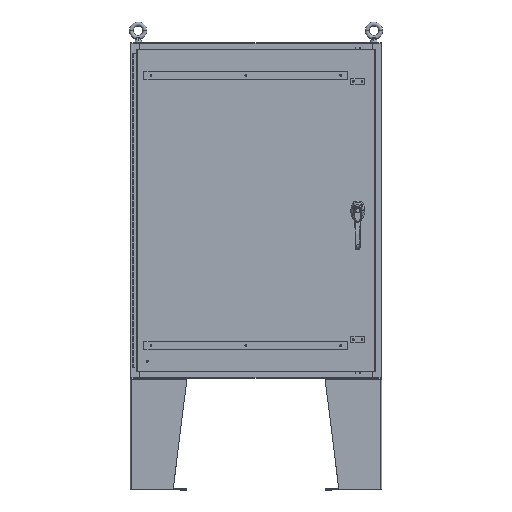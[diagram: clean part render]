
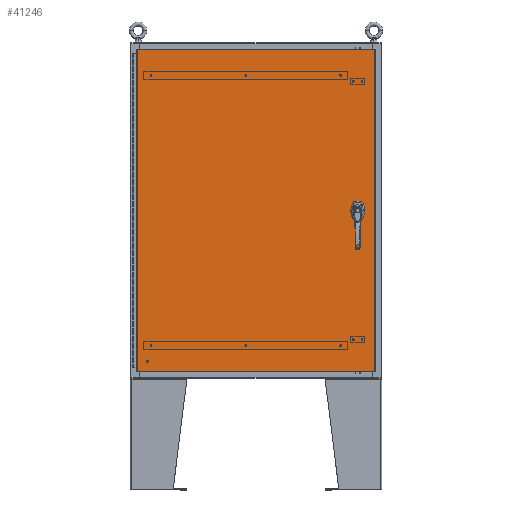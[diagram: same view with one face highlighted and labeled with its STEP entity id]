
A CAD part, top view. The second image highlights one B-rep face of the part: STEP entity #41246.
In plain terms, the highlighted planar face has unit normal (0, 0, 1).
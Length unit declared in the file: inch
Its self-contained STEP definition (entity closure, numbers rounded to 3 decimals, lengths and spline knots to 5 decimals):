
#1038 = VERTEX_POINT ( 'NONE', #112748 ) ;
#1504 = LINE ( 'NONE', #112813, #54901 ) ;
#2339 = CARTESIAN_POINT ( 'NONE',  ( 14.578, -1.338, 0. ) ) ;
#2960 = CARTESIAN_POINT ( 'NONE',  ( 0., 0.403, 0. ) ) ;
#3147 = AXIS2_PLACEMENT_3D ( 'NONE', #135760, #26751, #122903 ) ;
#3770 = VERTEX_POINT ( 'NONE', #45465 ) ;
#5557 = LINE ( 'NONE', #2960, #62356 ) ;
#6151 = EDGE_CURVE ( 'NONE', #83834, #135490, #116762, .T. ) ;
#6641 = CARTESIAN_POINT ( 'NONE',  ( 0., -0.403, 0. ) ) ;
#7071 = ORIENTED_EDGE ( 'NONE', *, *, #37951, .F. ) ;
#10289 = ORIENTED_EDGE ( 'NONE', *, *, #97674, .F. ) ;
#12390 = EDGE_CURVE ( 'NONE', #42914, #52111, #104823, .T. ) ;
#13024 = DIRECTION ( 'NONE',  ( 1., 0., 0. ) ) ;
#13699 = ORIENTED_EDGE ( 'NONE', *, *, #92532, .T. ) ;
#15576 = CARTESIAN_POINT ( 'NONE',  ( 14.578, 0., 0. ) ) ;
#15817 = DIRECTION ( 'NONE',  ( 0., 0., -1. ) ) ;
#16275 = CARTESIAN_POINT ( 'NONE',  ( 14.578, 0., 0. ) ) ;
#17830 = CARTESIAN_POINT ( 'NONE',  ( 14.77823, -0.403, 0. ) ) ;
#20003 = FACE_OUTER_BOUND ( 'NONE', #38706, .T. ) ;
#20821 = DIRECTION ( 'NONE',  ( -1., 0., 0. ) ) ;
#22219 = EDGE_LOOP ( 'NONE', ( #70211, #80913 ) ) ;
#22651 = EDGE_CURVE ( 'NONE', #52111, #137549, #1504, .T. ) ;
#25714 = VECTOR ( 'NONE', #59879, 39.37008 ) ;
#26336 = DIRECTION ( 'NONE',  ( 1., 0., 0. ) ) ;
#26751 = DIRECTION ( 'NONE',  ( 0., 0., 1. ) ) ;
#27019 = DIRECTION ( 'NONE',  ( 1., 0., 0. ) ) ;
#28929 = VECTOR ( 'NONE', #116811, 39.37008 ) ;
#29505 = EDGE_CURVE ( 'NONE', #35412, #54739, #88891, .T. ) ;
#30328 = AXIS2_PLACEMENT_3D ( 'NONE', #2339, #76900, #13024 ) ;
#30501 = CARTESIAN_POINT ( 'NONE',  ( 14.175, 0.20023, 0. ) ) ;
#30584 = VERTEX_POINT ( 'NONE', #103100 ) ;
#31904 = CARTESIAN_POINT ( 'NONE',  ( 16.9903, -23.0063, 0. ) ) ;
#35257 = CIRCLE ( 'NONE', #53597, 0.1715 ) ;
#35412 = VERTEX_POINT ( 'NONE', #127308 ) ;
#35893 = AXIS2_PLACEMENT_3D ( 'NONE', #16275, #90781, #27019 ) ;
#36209 = CARTESIAN_POINT ( 'NONE',  ( -16.9903, 23.0063, 0. ) ) ;
#37935 = ORIENTED_EDGE ( 'NONE', *, *, #22651, .F. ) ;
#37951 = EDGE_CURVE ( 'NONE', #30584, #42914, #5557, .T. ) ;
#38633 = DIRECTION ( 'NONE',  ( 0., -1., 0. ) ) ;
#38706 = EDGE_LOOP ( 'NONE', ( #79040, #113215, #13699, #128943 ) ) ;
#39758 = EDGE_CURVE ( 'NONE', #45384, #115388, #35257, .T. ) ;
#41246 = ADVANCED_FACE ( 'NONE', ( #129621, #20003, #101471 ), #58348, .F. ) ;
#42914 = VERTEX_POINT ( 'NONE', #63834 ) ;
#42991 = AXIS2_PLACEMENT_3D ( 'NONE', #111052, #15817, #90321 ) ;
#44294 = ORIENTED_EDGE ( 'NONE', *, *, #107844, .F. ) ;
#45384 = VERTEX_POINT ( 'NONE', #110883 ) ;
#45465 = CARTESIAN_POINT ( 'NONE',  ( 14.37777, -0.403, 0. ) ) ;
#48120 = CARTESIAN_POINT ( 'NONE',  ( 14.981, 0.20023, 0. ) ) ;
#48476 = CARTESIAN_POINT ( 'NONE',  ( 16.9903, 23.0063, 0. ) ) ;
#49677 = CIRCLE ( 'NONE', #35893, 0.45 ) ;
#50676 = CARTESIAN_POINT ( 'NONE',  ( -16.9903, -23.0063, 0. ) ) ;
#52111 = VERTEX_POINT ( 'NONE', #30501 ) ;
#52640 = EDGE_CURVE ( 'NONE', #115388, #45384, #57897, .T. ) ;
#53597 = AXIS2_PLACEMENT_3D ( 'NONE', #57307, #131328, #68061 ) ;
#54739 = VERTEX_POINT ( 'NONE', #48476 ) ;
#54901 = VECTOR ( 'NONE', #38633, 39.37008 ) ;
#57307 = CARTESIAN_POINT ( 'NONE',  ( 14.578, -1.338, 0. ) ) ;
#57897 = CIRCLE ( 'NONE', #30328, 0.1715 ) ;
#58348 = PLANE ( 'NONE',  #42991 ) ;
#59827 = VECTOR ( 'NONE', #63070, 39.37008 ) ;
#59879 = DIRECTION ( 'NONE',  ( 1., 0., 0. ) ) ;
#60198 = ORIENTED_EDGE ( 'NONE', *, *, #122929, .F. ) ;
#60712 = VERTEX_POINT ( 'NONE', #48120 ) ;
#62356 = VECTOR ( 'NONE', #66902, 39.37008 ) ;
#63070 = DIRECTION ( 'NONE',  ( 0., -1., 0. ) ) ;
#63402 = CARTESIAN_POINT ( 'NONE',  ( 14.578, 0., 0. ) ) ;
#63834 = CARTESIAN_POINT ( 'NONE',  ( 14.37777, 0.403, 0. ) ) ;
#64213 = LINE ( 'NONE', #6641, #25714 ) ;
#65684 = VERTEX_POINT ( 'NONE', #50676 ) ;
#66561 = EDGE_LOOP ( 'NONE', ( #80252, #95492, #10289, #60198, #37935, #103506, #7071, #44294 ) ) ;
#66902 = DIRECTION ( 'NONE',  ( -1., 0., 0. ) ) ;
#67996 = AXIS2_PLACEMENT_3D ( 'NONE', #15576, #90089, #26336 ) ;
#68007 = DIRECTION ( 'NONE',  ( 0., -1., 0. ) ) ;
#68061 = DIRECTION ( 'NONE',  ( 1., 0., 0. ) ) ;
#70211 = ORIENTED_EDGE ( 'NONE', *, *, #52640, .F. ) ;
#74013 = CARTESIAN_POINT ( 'NONE',  ( 16.9903, 23.0063, 0. ) ) ;
#74068 = DIRECTION ( 'NONE',  ( 1., 0., 0. ) ) ;
#76900 = DIRECTION ( 'NONE',  ( 0., 0., 1. ) ) ;
#79040 = ORIENTED_EDGE ( 'NONE', *, *, #113478, .T. ) ;
#80252 = ORIENTED_EDGE ( 'NONE', *, *, #118676, .T. ) ;
#80913 = ORIENTED_EDGE ( 'NONE', *, *, #39758, .F. ) ;
#82429 = EDGE_CURVE ( 'NONE', #1038, #65684, #112572, .T. ) ;
#83797 = VECTOR ( 'NONE', #126482, 39.37008 ) ;
#83834 = VERTEX_POINT ( 'NONE', #17830 ) ;
#84066 = CARTESIAN_POINT ( 'NONE',  ( -16.9903, -23.0063, 0. ) ) ;
#84985 = CARTESIAN_POINT ( 'NONE',  ( 14.981, -0.20023, 0. ) ) ;
#86638 = VECTOR ( 'NONE', #20821, 39.37008 ) ;
#88021 = LINE ( 'NONE', #126379, #59827 ) ;
#88891 = LINE ( 'NONE', #31904, #28929 ) ;
#90089 = DIRECTION ( 'NONE',  ( 0., 0., 1. ) ) ;
#90321 = DIRECTION ( 'NONE',  ( -1., 0., 0. ) ) ;
#90781 = DIRECTION ( 'NONE',  ( 0., 0., 1. ) ) ;
#92532 = EDGE_CURVE ( 'NONE', #54739, #1038, #104709, .T. ) ;
#95492 = ORIENTED_EDGE ( 'NONE', *, *, #6151, .F. ) ;
#97674 = EDGE_CURVE ( 'NONE', #3770, #83834, #64213, .T. ) ;
#101471 = FACE_BOUND ( 'NONE', #66561, .T. ) ;
#103100 = CARTESIAN_POINT ( 'NONE',  ( 14.77823, 0.403, 0. ) ) ;
#103506 = ORIENTED_EDGE ( 'NONE', *, *, #12390, .F. ) ;
#104709 = LINE ( 'NONE', #74013, #86638 ) ;
#104823 = CIRCLE ( 'NONE', #67996, 0.45 ) ;
#107273 = CARTESIAN_POINT ( 'NONE',  ( 14.175, -0.20023, 0. ) ) ;
#107844 = EDGE_CURVE ( 'NONE', #60712, #30584, #49677, .T. ) ;
#109256 = VECTOR ( 'NONE', #68007, 39.37008 ) ;
#110883 = CARTESIAN_POINT ( 'NONE',  ( 14.4065, -1.338, 0. ) ) ;
#111052 = CARTESIAN_POINT ( 'NONE',  ( 0., 0., 0. ) ) ;
#111757 = LINE ( 'NONE', #84066, #83797 ) ;
#112572 = LINE ( 'NONE', #36209, #109256 ) ;
#112748 = CARTESIAN_POINT ( 'NONE',  ( -16.9903, 23.0063, 0. ) ) ;
#112813 = CARTESIAN_POINT ( 'NONE',  ( 14.175, 0., 0. ) ) ;
#113215 = ORIENTED_EDGE ( 'NONE', *, *, #29505, .T. ) ;
#113478 = EDGE_CURVE ( 'NONE', #65684, #35412, #111757, .T. ) ;
#115388 = VERTEX_POINT ( 'NONE', #127716 ) ;
#116762 = CIRCLE ( 'NONE', #3147, 0.45 ) ;
#116811 = DIRECTION ( 'NONE',  ( 0., 1., 0. ) ) ;
#118676 = EDGE_CURVE ( 'NONE', #60712, #135490, #88021, .T. ) ;
#122903 = DIRECTION ( 'NONE',  ( 1., 0., 0. ) ) ;
#122929 = EDGE_CURVE ( 'NONE', #137549, #3770, #123136, .T. ) ;
#123136 = CIRCLE ( 'NONE', #131989, 0.45 ) ;
#126379 = CARTESIAN_POINT ( 'NONE',  ( 14.981, 0., 0. ) ) ;
#126482 = DIRECTION ( 'NONE',  ( 1., 0., 0. ) ) ;
#127308 = CARTESIAN_POINT ( 'NONE',  ( 16.9903, -23.0063, 0. ) ) ;
#127716 = CARTESIAN_POINT ( 'NONE',  ( 14.7495, -1.338, 0. ) ) ;
#128943 = ORIENTED_EDGE ( 'NONE', *, *, #82429, .T. ) ;
#129621 = FACE_BOUND ( 'NONE', #22219, .T. ) ;
#131328 = DIRECTION ( 'NONE',  ( 0., 0., 1. ) ) ;
#131989 = AXIS2_PLACEMENT_3D ( 'NONE', #63402, #137385, #74068 ) ;
#135490 = VERTEX_POINT ( 'NONE', #84985 ) ;
#135760 = CARTESIAN_POINT ( 'NONE',  ( 14.578, 0., 0. ) ) ;
#137385 = DIRECTION ( 'NONE',  ( 0., 0., 1. ) ) ;
#137549 = VERTEX_POINT ( 'NONE', #107273 ) ;
